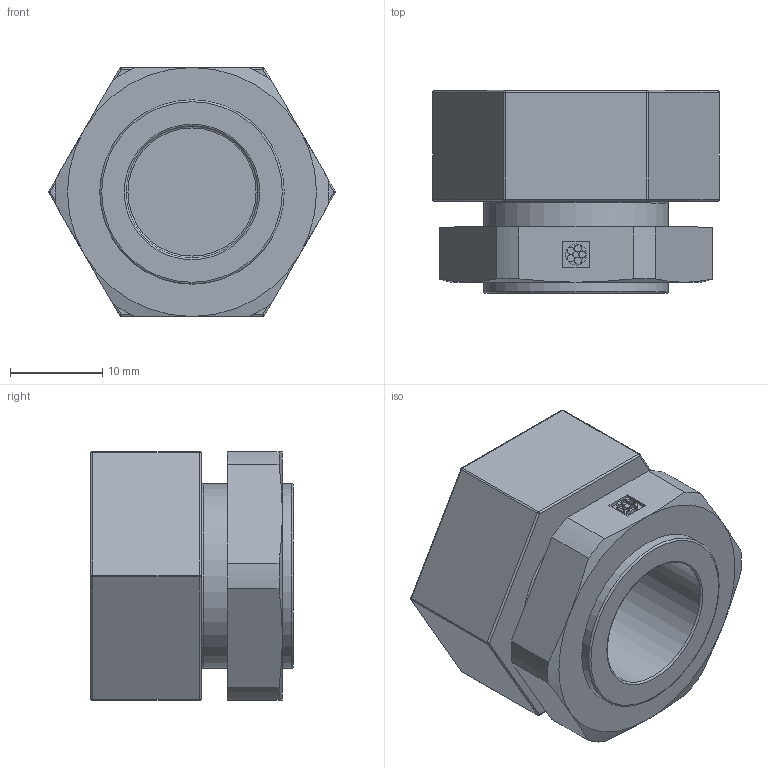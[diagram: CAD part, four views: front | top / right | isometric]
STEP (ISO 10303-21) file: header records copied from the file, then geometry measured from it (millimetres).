
FILE_DESCRIPTION(('HOOPS Exchange Step'),'2;1');
FILE_NAME('export-9ABDD526-ECC3-4334-9F79-437814FA9E32.stp','2024-08-28T18:08:16+02:00',('Engineering'),('Alibre'),'HOOPS Exchange 2023.0','Alibre','Unknown authorisation');
FILE_SCHEMA( ('AP242_MANAGED_MODEL_BASED_3D_ENGINEERING_MIM_LF {1 0 10303 442 1 1 4 }') );
Length unit declared in the file: millimetre
Products named in the file (3): 3865 BM20G Pressure Compensation Element; 3865-2 BM20G - Contranut
Assembly tree (2 placements, depth 2):
  3865 BM20G Pressure Compensation Element
    3865 BM20G Pressure Compensation Element
    3865-2 BM20G - Contranut
Bounding box: 31.11 x 22 x 27 mm (x, y, z)
Volume: 10616.7 mm3; surface area: 5120.3 mm2
Topology: 2 solids, 2 shells, 112 faces, 284 edges, 172 vertices
Faces by surface type: cylinder 50, plane 34, sphere 12, cone 10, torus 6
Full cylindrical faces by diameter (mm): 14.3 x1, 20 x1
Entity records: 3524 total; most frequent: DIRECTION 636, CARTESIAN_POINT 589, ORIENTED_EDGE 550, EDGE_CURVE 275, AXIS2_PLACEMENT_3D 255, VERTEX_POINT 172, CIRCLE 137, VECTOR 126
